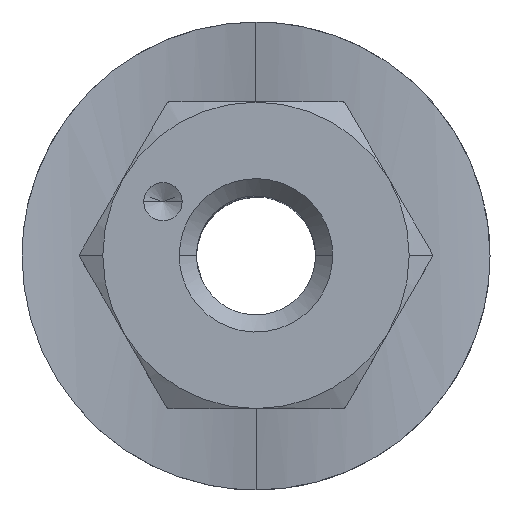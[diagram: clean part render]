
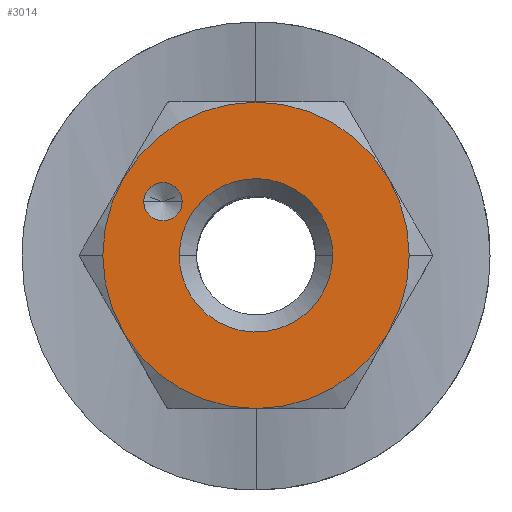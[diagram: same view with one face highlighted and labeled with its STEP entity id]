
A CAD part, top view. The second image highlights one B-rep face of the part: STEP entity #3014.
In plain terms, the highlighted planar face has unit normal (0, 0, 1).
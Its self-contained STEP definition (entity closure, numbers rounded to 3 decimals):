
#743=CARTESIAN_POINT('',(-2.425,1.4,2.5));
#744=DIRECTION('',(0.,0.,1.));
#745=DIRECTION('',(-1.,0.,0.));
#746=AXIS2_PLACEMENT_3D('',#743,#744,#745);
#748=CARTESIAN_POINT('',(-2.425,1.4,2.5));
#749=DIRECTION('',(0.,0.,1.));
#750=DIRECTION('',(1.,0.,0.));
#751=AXIS2_PLACEMENT_3D('',#748,#749,#750);
#753=CARTESIAN_POINT('',(-2.,0.,
2.5));
#754=CARTESIAN_POINT('',(-2.,0.081,2.5));
#755=CARTESIAN_POINT('',(-1.99,0.242,2.5));
#756=CARTESIAN_POINT('',(-1.947,0.48,2.5));
#757=CARTESIAN_POINT('',(-1.875,0.711,2.5));
#758=CARTESIAN_POINT('',(-1.775,0.932,2.5));
#759=CARTESIAN_POINT('',(-1.65,1.139,2.5));
#760=CARTESIAN_POINT('',(-1.501,1.33,2.5));
#761=CARTESIAN_POINT('',(-1.33,1.501,2.5));
#762=CARTESIAN_POINT('',(-1.139,1.65,2.5));
#763=CARTESIAN_POINT('',(-0.932,1.775,2.5));
#764=CARTESIAN_POINT('',(-0.711,1.875,2.5));
#765=CARTESIAN_POINT('',(-0.48,1.947,2.5));
#766=CARTESIAN_POINT('',(-0.242,1.99,2.5));
#767=CARTESIAN_POINT('',(0.,2.005,2.5));
#768=CARTESIAN_POINT('',(0.242,1.99,2.5));
#769=CARTESIAN_POINT('',(0.48,1.947,2.5));
#770=CARTESIAN_POINT('',(0.711,1.875,2.5));
#771=CARTESIAN_POINT('',(0.932,1.775,2.5));
#772=CARTESIAN_POINT('',(1.139,1.65,2.5));
#773=CARTESIAN_POINT('',(1.33,1.501,2.5));
#774=CARTESIAN_POINT('',(1.501,1.33,2.5));
#775=CARTESIAN_POINT('',(1.65,1.139,2.5));
#776=CARTESIAN_POINT('',(1.775,0.932,2.5));
#777=CARTESIAN_POINT('',(1.875,0.711,2.5));
#778=CARTESIAN_POINT('',(1.947,0.48,2.5));
#779=CARTESIAN_POINT('',(1.99,0.242,2.5));
#780=CARTESIAN_POINT('',(2.,0.081,2.5));
#781=CARTESIAN_POINT('',(2.,0.,2.5));
#783=CARTESIAN_POINT('',(2.,0.,2.5));
#784=CARTESIAN_POINT('',(2.,-0.081,2.5));
#785=CARTESIAN_POINT('',(1.99,-0.242,2.5));
#786=CARTESIAN_POINT('',(1.947,-0.48,2.5));
#787=CARTESIAN_POINT('',(1.875,-0.711,2.5));
#788=CARTESIAN_POINT('',(1.775,-0.932,2.5));
#789=CARTESIAN_POINT('',(1.65,-1.139,2.5));
#790=CARTESIAN_POINT('',(1.501,-1.33,2.5));
#791=CARTESIAN_POINT('',(1.33,-1.501,2.5));
#792=CARTESIAN_POINT('',(1.139,-1.65,2.5));
#793=CARTESIAN_POINT('',(0.932,-1.775,2.5));
#794=CARTESIAN_POINT('',(0.711,-1.875,2.5));
#795=CARTESIAN_POINT('',(0.48,-1.947,2.5));
#796=CARTESIAN_POINT('',(0.242,-1.99,2.5));
#797=CARTESIAN_POINT('',(0.,-2.005,2.5));
#798=CARTESIAN_POINT('',(-0.242,-1.99,
2.5));
#799=CARTESIAN_POINT('',(-0.48,-1.947,
2.5));
#800=CARTESIAN_POINT('',(-0.711,-1.875,
2.5));
#801=CARTESIAN_POINT('',(-0.932,-1.775,
2.5));
#802=CARTESIAN_POINT('',(-1.139,-1.65,2.5));
#803=CARTESIAN_POINT('',(-1.33,-1.501,2.5));
#804=CARTESIAN_POINT('',(-1.501,-1.33,2.5));
#805=CARTESIAN_POINT('',(-1.65,-1.139,2.5));
#806=CARTESIAN_POINT('',(-1.775,-0.932,
2.5));
#807=CARTESIAN_POINT('',(-1.875,-0.711,
2.5));
#808=CARTESIAN_POINT('',(-1.947,-0.48,
2.5));
#809=CARTESIAN_POINT('',(-1.99,-0.242,
2.5));
#810=CARTESIAN_POINT('',(-2.,-0.081,
2.5));
#811=CARTESIAN_POINT('',(-2.,0.,
2.5));
#828=CARTESIAN_POINT('',(0.,0.,2.5));
#829=DIRECTION('',(0.,0.,1.));
#830=DIRECTION('',(1.,0.,0.));
#831=AXIS2_PLACEMENT_3D('',#828,#829,#830);
#897=CARTESIAN_POINT('',(0.,0.,2.5));
#898=DIRECTION('',(0.,0.,1.));
#899=DIRECTION('',(-1.,0.,0.));
#900=AXIS2_PLACEMENT_3D('',#897,#898,#899);
#2083=CARTESIAN_POINT('',(3.994,0.,2.5));
#2084=CARTESIAN_POINT('',(-3.994,0.,2.5));
#2085=VERTEX_POINT('',#2083);
#2086=VERTEX_POINT('',#2084);
#2267=CARTESIAN_POINT('',(-2.925,1.4,2.5));
#2268=CARTESIAN_POINT('',(-1.925,1.4,2.5));
#2269=VERTEX_POINT('',#2267);
#2270=VERTEX_POINT('',#2268);
#2271=VERTEX_POINT('',#753);
#2272=VERTEX_POINT('',#781);
#2992=CARTESIAN_POINT('',(0.,0.,2.5));
#2993=DIRECTION('',(0.,0.,1.));
#2994=DIRECTION('',(1.,0.,0.));
#2995=AXIS2_PLACEMENT_3D('',#2992,#2993,#2994);
#2996=PLANE('',#2995);
#2998=ORIENTED_EDGE('',*,*,#2997,.F.);
#3000=ORIENTED_EDGE('',*,*,#2999,.F.);
#3001=EDGE_LOOP('',(#2998,#3000));
#3002=FACE_OUTER_BOUND('',#3001,.F.);
#3004=ORIENTED_EDGE('',*,*,#3003,.T.);
#3006=ORIENTED_EDGE('',*,*,#3005,.T.);
#3007=EDGE_LOOP('',(#3004,#3006));
#3008=FACE_BOUND('',#3007,.F.);
#3010=ORIENTED_EDGE('',*,*,#3009,.F.);
#3011=ORIENTED_EDGE('',*,*,#2982,.F.);
#3012=EDGE_LOOP('',(#3010,#3011));
#3013=FACE_BOUND('',#3012,.F.);
#3014=ADVANCED_FACE('',(#3002,#3008,#3013),#2996,.T.);
#747=CIRCLE('',#746,0.5);
#752=CIRCLE('',#751,0.5);
#782=B_SPLINE_CURVE_WITH_KNOTS('',3,(#753,#754,#755,#756,#757,#758,#759,#760,
#761,#762,#763,#764,#765,#766,#767,#768,#769,#770,#771,#772,#773,#774,#775,#776,
#777,#778,#779,#780,#781),.UNSPECIFIED.,.F.,.F.,(4,1,1,1,1,1,1,1,1,1,1,1,1,1,1,
1,1,1,1,1,1,1,1,1,1,1,4),(0.,0.038,0.077,
0.115,0.154,0.192,0.231,
0.269,0.308,0.346,0.385,
0.423,0.462,0.5,0.538,0.577,
0.615,0.654,0.692,0.731,
0.769,0.808,0.846,0.885,
0.923,0.962,1.),.UNSPECIFIED.);
#812=B_SPLINE_CURVE_WITH_KNOTS('',3,(#783,#784,#785,#786,#787,#788,#789,#790,
#791,#792,#793,#794,#795,#796,#797,#798,#799,#800,#801,#802,#803,#804,#805,#806,
#807,#808,#809,#810,#811),.UNSPECIFIED.,.F.,.F.,(4,1,1,1,1,1,1,1,1,1,1,1,1,1,1,
1,1,1,1,1,1,1,1,1,1,1,4),(0.,0.038,0.077,
0.115,0.154,0.192,0.231,
0.269,0.308,0.346,0.385,
0.423,0.462,0.5,0.538,0.577,
0.615,0.654,0.692,0.731,
0.769,0.808,0.846,0.885,
0.923,0.962,1.),.UNSPECIFIED.);
#832=CIRCLE('',#831,3.994);
#901=CIRCLE('',#900,3.994);
#2982=EDGE_CURVE('',#2272,#2271,#812,.T.);
#2997=EDGE_CURVE('',#2085,#2086,#832,.T.);
#2999=EDGE_CURVE('',#2086,#2085,#901,.T.);
#3003=EDGE_CURVE('',#2269,#2270,#747,.T.);
#3005=EDGE_CURVE('',#2270,#2269,#752,.T.);
#3009=EDGE_CURVE('',#2271,#2272,#782,.T.);
